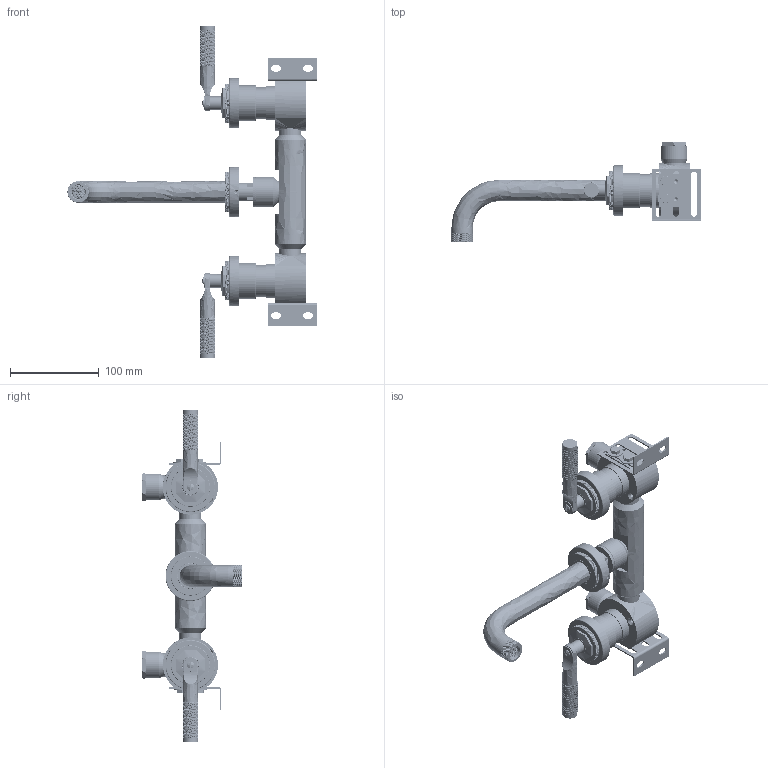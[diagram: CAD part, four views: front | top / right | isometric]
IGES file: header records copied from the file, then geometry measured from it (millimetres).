
Global section: file name: V7KALL17S-2LK; native system: Autodesk Inventor 2023; preprocessor: unknown; author: clarkin; date: 20231026.094934; units: millimetre
Bounding box: 280.3 x 112.5 x 373.44 mm (x, y, z)
Volume: 582417.6 mm3; surface area: 299641.9 mm2
Topology: 83 solids, 83 shells, 27832 faces, 59625 edges, 32135 vertices
Faces by surface type: bspline 27832
